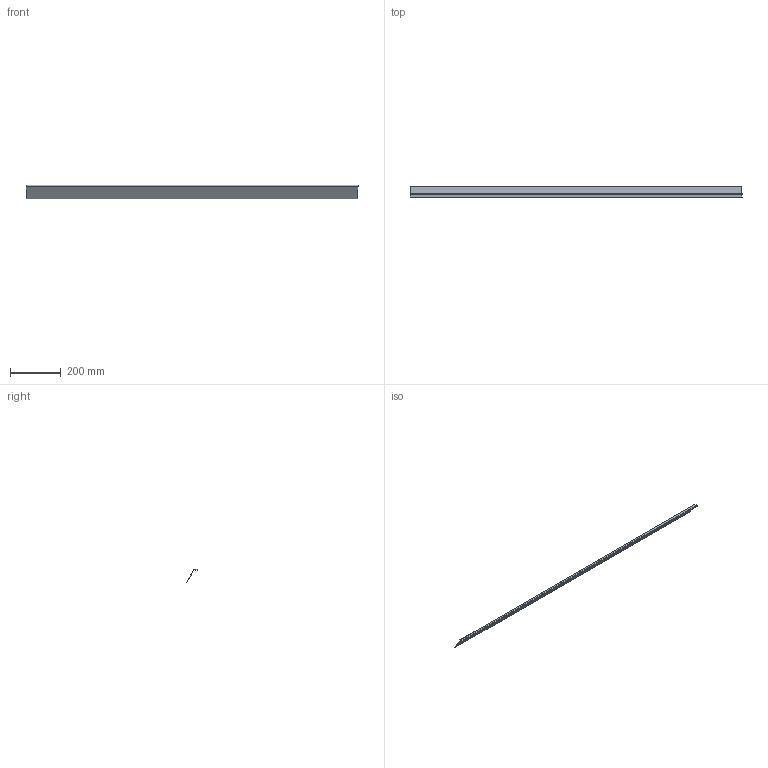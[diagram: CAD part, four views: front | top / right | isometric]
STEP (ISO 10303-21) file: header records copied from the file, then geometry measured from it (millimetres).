
FILE_DESCRIPTION(/* description */ (''),/* implementation_level */ '2;1');
FILE_NAME(/* name */ 'PRT_0030-M_Ex_Louver_Split.STEP.step',/* time_stamp */ '2023-07-17T10:47:52+03:00',/* author */ (''),/* organization */ (''),/* preprocessor_version */ 'ST-DEVELOPER v19.2',/* originating_system */ 'Autodesk Translation Framework v12.6.0.85',/* authorisation */ '');
FILE_SCHEMA (('AUTOMOTIVE_DESIGN { 1 0 10303 214 3 1 1 }'));
Length unit declared in the file: millimetre
Products named in the file (1): PRT_0014-M_Ex_Louver_Split.STEP
Bounding box: 1308 x 43.54 x 52.03 mm (x, y, z)
Surface area: 207910.9 mm2 (no closed solid volume)
Topology: 0 solids, 22 shells, 22 faces, 88 edges, 88 vertices
Faces by surface type: plane 18, cylinder 4
Entity records: 1005 total; most frequent: CARTESIAN_POINT 199, DIRECTION 150, VERTEX_POINT 88, EDGE_CURVE 88, ORIENTED_EDGE 88, LINE 72, VECTOR 72, AXIS2_PLACEMENT_3D 39
